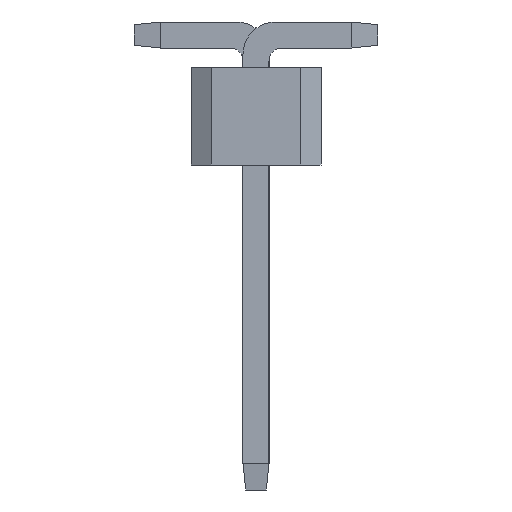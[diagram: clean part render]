
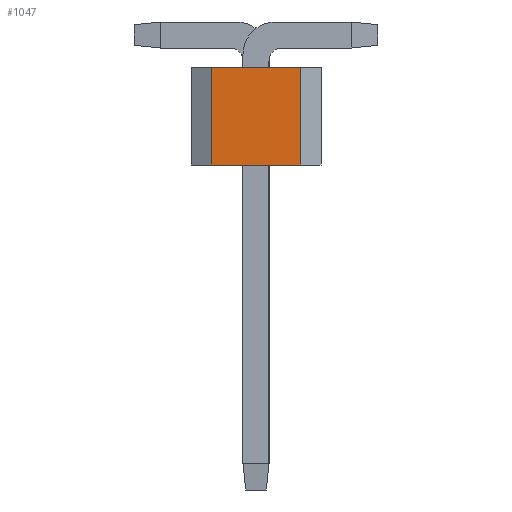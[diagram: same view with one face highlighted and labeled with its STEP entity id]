
A CAD part, left-side view. The second image highlights one B-rep face of the part: STEP entity #1047.
In plain terms, the highlighted planar face has unit normal (-1, 0, 0).
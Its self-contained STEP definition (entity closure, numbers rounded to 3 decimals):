
#30 = LINE ( 'NONE', #1433, #1022 ) ;
#49 = VECTOR ( 'NONE', #5518, 1000. ) ;
#187 = CARTESIAN_POINT ( 'NONE',  ( 3.81, 0., 1.5 ) ) ;
#233 = DIRECTION ( 'NONE',  ( 0., 0., 1. ) ) ;
#592 = CARTESIAN_POINT ( 'NONE',  ( 3.81, 0.686, 1.5 ) ) ;
#775 = CARTESIAN_POINT ( 'NONE',  ( 3.81, 0.686, 0. ) ) ;
#1022 = VECTOR ( 'NONE', #4539, 1000. ) ;
#1047 = ADVANCED_FACE ( 'NONE', ( #2665 ), #4979, .F. ) ;
#1089 = EDGE_CURVE ( 'NONE', #2737, #2169, #30, .T. ) ;
#1308 = LINE ( 'NONE', #2245, #1782 ) ;
#1433 = CARTESIAN_POINT ( 'NONE',  ( 3.81, -0.686, -8.5 ) ) ;
#1489 = ORIENTED_EDGE ( 'NONE', *, *, #3670, .T. ) ;
#1492 = DIRECTION ( 'NONE',  ( 0., 1., 0. ) ) ;
#1598 = VECTOR ( 'NONE', #233, 1000. ) ;
#1782 = VECTOR ( 'NONE', #2597, 1000. ) ;
#2169 = VERTEX_POINT ( 'NONE', #2182 ) ;
#2182 = CARTESIAN_POINT ( 'NONE',  ( 3.81, -0.686, 1.5 ) ) ;
#2245 = CARTESIAN_POINT ( 'NONE',  ( 3.81, 0., 0. ) ) ;
#2273 = ORIENTED_EDGE ( 'NONE', *, *, #5525, .F. ) ;
#2461 = CARTESIAN_POINT ( 'NONE',  ( 3.81, 0.686, -8.5 ) ) ;
#2597 = DIRECTION ( 'NONE',  ( 0., -1., 0. ) ) ;
#2665 = FACE_OUTER_BOUND ( 'NONE', #2889, .T. ) ;
#2737 = VERTEX_POINT ( 'NONE', #4405 ) ;
#2889 = EDGE_LOOP ( 'NONE', ( #4056, #2273, #1489, #4572 ) ) ;
#3631 = CARTESIAN_POINT ( 'NONE',  ( 3.81, 6.51, 29.4 ) ) ;
#3670 = EDGE_CURVE ( 'NONE', #4732, #2737, #1308, .T. ) ;
#4056 = ORIENTED_EDGE ( 'NONE', *, *, #4954, .F. ) ;
#4205 = LINE ( 'NONE', #187, #49 ) ;
#4405 = CARTESIAN_POINT ( 'NONE',  ( 3.81, -0.686, 0. ) ) ;
#4539 = DIRECTION ( 'NONE',  ( 0., 0., 1. ) ) ;
#4572 = ORIENTED_EDGE ( 'NONE', *, *, #1089, .T. ) ;
#4732 = VERTEX_POINT ( 'NONE', #775 ) ;
#4954 = EDGE_CURVE ( 'NONE', #5305, #2169, #4205, .T. ) ;
#4979 = PLANE ( 'NONE',  #5794 ) ;
#5131 = LINE ( 'NONE', #2461, #1598 ) ;
#5305 = VERTEX_POINT ( 'NONE', #592 ) ;
#5446 = DIRECTION ( 'NONE',  ( 1., 0., 0. ) ) ;
#5518 = DIRECTION ( 'NONE',  ( 0., -1., 0. ) ) ;
#5525 = EDGE_CURVE ( 'NONE', #4732, #5305, #5131, .T. ) ;
#5794 = AXIS2_PLACEMENT_3D ( 'NONE', #3631, #5446, #1492 ) ;
